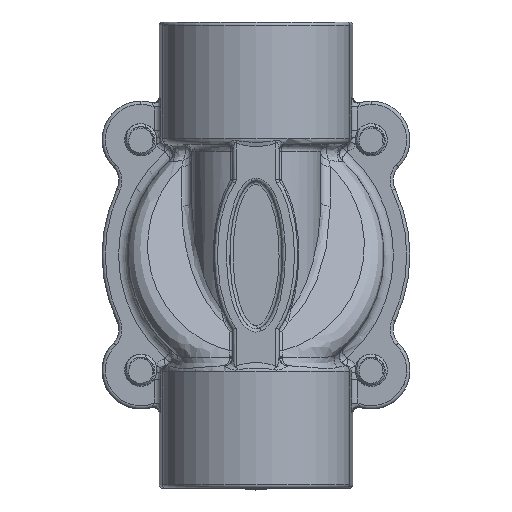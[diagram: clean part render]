
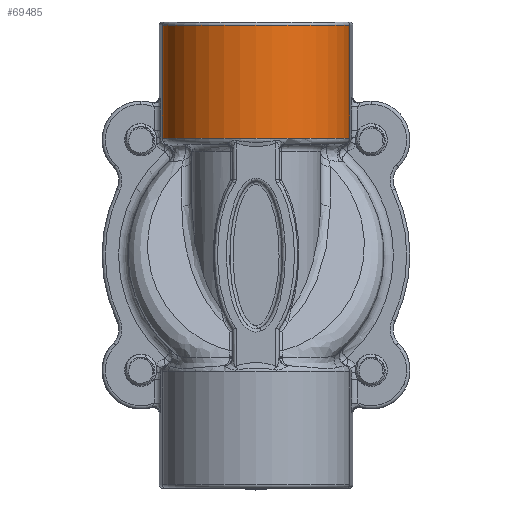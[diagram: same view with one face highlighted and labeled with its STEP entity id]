
A CAD part, front view. The second image highlights one B-rep face of the part: STEP entity #69485.
In plain terms, the highlighted cylindrical face has radius 14.5 mm (diameter 29 mm), a partial arc.
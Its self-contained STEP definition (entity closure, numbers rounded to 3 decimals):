
#628 = DIRECTION ( 'NONE',  ( 1., 0., 0. ) ) ;
#5168 = DIRECTION ( 'NONE',  ( 1., 0., 0. ) ) ;
#8857 = DIRECTION ( 'NONE',  ( 0., 0., 1. ) ) ;
#14628 = CARTESIAN_POINT ( 'NONE',  ( 41.369, -29.951, 75.294 ) ) ;
#25991 = EDGE_CURVE ( 'NONE', #92342, #75194, #68183, .T. ) ;
#26367 = AXIS2_PLACEMENT_3D ( 'NONE', #121504, #63282, #5168 ) ;
#26572 = CYLINDRICAL_SURFACE ( 'NONE', #71411, 14.5 ) ;
#26603 = ORIENTED_EDGE ( 'NONE', *, *, #120370, .T. ) ;
#33540 = EDGE_CURVE ( 'NONE', #33880, #47853, #36492, .T. ) ;
#33880 = VERTEX_POINT ( 'NONE', #14628 ) ;
#34873 = CARTESIAN_POINT ( 'NONE',  ( 12.369, -29.951, 75.294 ) ) ;
#36492 = LINE ( 'NONE', #57518, #111033 ) ;
#37599 = DIRECTION ( 'NONE',  ( 0., 0., 1. ) ) ;
#45133 = CIRCLE ( 'NONE', #26367, 14.5 ) ;
#47743 = CARTESIAN_POINT ( 'NONE',  ( 12.369, -29.951, 74.294 ) ) ;
#47812 = DIRECTION ( 'NONE',  ( 1., 0., 0. ) ) ;
#47853 = VERTEX_POINT ( 'NONE', #120576 ) ;
#50369 = CARTESIAN_POINT ( 'NONE',  ( 12.369, -29.951, 92.794 ) ) ;
#57518 = CARTESIAN_POINT ( 'NONE',  ( 41.369, -29.951, 74.294 ) ) ;
#58723 = DIRECTION ( 'NONE',  ( 0., 0., -1. ) ) ;
#63282 = DIRECTION ( 'NONE',  ( 0., 0., 1. ) ) ;
#64530 = FACE_OUTER_BOUND ( 'NONE', #108094, .T. ) ;
#68183 = LINE ( 'NONE', #47743, #119927 ) ;
#69398 = ORIENTED_EDGE ( 'NONE', *, *, #25991, .F. ) ;
#69485 = ADVANCED_FACE ( 'NONE', ( #64530 ), #26572, .T. ) ;
#71411 = AXIS2_PLACEMENT_3D ( 'NONE', #115455, #8857, #47812 ) ;
#71599 = ORIENTED_EDGE ( 'NONE', *, *, #75580, .T. ) ;
#75194 = VERTEX_POINT ( 'NONE', #50369 ) ;
#75580 = EDGE_CURVE ( 'NONE', #47853, #75194, #99211, .T. ) ;
#82850 = ORIENTED_EDGE ( 'NONE', *, *, #33540, .T. ) ;
#92342 = VERTEX_POINT ( 'NONE', #34873 ) ;
#96656 = DIRECTION ( 'NONE',  ( 0., 0., 1. ) ) ;
#99211 = CIRCLE ( 'NONE', #106236, 14.5 ) ;
#106236 = AXIS2_PLACEMENT_3D ( 'NONE', #117000, #58723, #628 ) ;
#108094 = EDGE_LOOP ( 'NONE', ( #26603, #82850, #71599, #69398 ) ) ;
#111033 = VECTOR ( 'NONE', #96656, 1000. ) ;
#115455 = CARTESIAN_POINT ( 'NONE',  ( 26.869, -29.951, 74.294 ) ) ;
#117000 = CARTESIAN_POINT ( 'NONE',  ( 26.869, -29.951, 92.794 ) ) ;
#119927 = VECTOR ( 'NONE', #37599, 1000. ) ;
#120370 = EDGE_CURVE ( 'NONE', #92342, #33880, #45133, .T. ) ;
#120576 = CARTESIAN_POINT ( 'NONE',  ( 41.369, -29.951, 92.794 ) ) ;
#121504 = CARTESIAN_POINT ( 'NONE',  ( 26.869, -29.951, 75.294 ) ) ;
